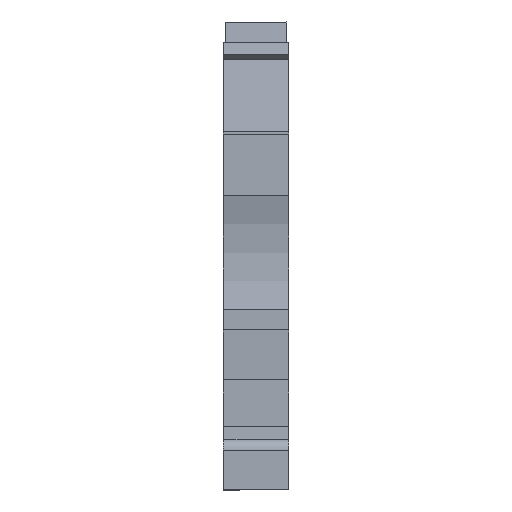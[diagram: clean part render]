
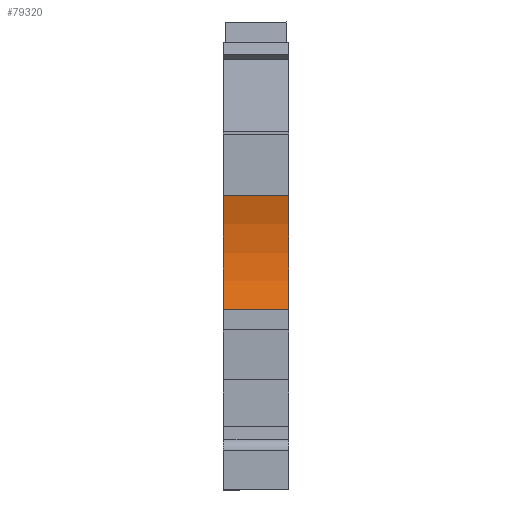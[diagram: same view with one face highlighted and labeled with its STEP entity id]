
A CAD part, front view. The second image highlights one B-rep face of the part: STEP entity #79320.
In plain terms, the highlighted cylindrical face has radius 15 mm (diameter 30 mm), a partial arc.
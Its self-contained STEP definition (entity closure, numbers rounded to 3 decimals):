
#3150=CARTESIAN_POINT('',(-0.781,7.997,
0.));
#3160=VERTEX_POINT('',#3150);
#3190=CARTESIAN_POINT('',(-15.532,10.719,
0.));
#3200=DIRECTION('',(0.,0.,-1.));
#3210=DIRECTION('',(1.,0.,0.));
#3220=AXIS2_PLACEMENT_3D('',#3190,#3200,#3210);
#3230=CIRCLE('',#3220,15.);
#3240=CARTESIAN_POINT('',(-1.878,16.929,
0.));
#3250=VERTEX_POINT('',#3240);
#3260=EDGE_CURVE('',#3250,#3160,#3230,.T.);
#64520=CARTESIAN_POINT('',(-1.878,16.929,
-5.15));
#64530=VERTEX_POINT('',#64520);
#64560=CARTESIAN_POINT('',(-15.532,10.719,
-5.15));
#64570=DIRECTION('',(0.,0.,-1.));
#64580=DIRECTION('',(1.,0.,0.));
#64590=AXIS2_PLACEMENT_3D('',#64560,#64570,#64580);
#64600=CIRCLE('',#64590,15.);
#64610=CARTESIAN_POINT('',(-0.781,7.997,
-5.15));
#64620=VERTEX_POINT('',#64610);
#64630=EDGE_CURVE('',#64530,#64620,#64600,.T.);
#72090=CARTESIAN_POINT('',(-1.878,16.929,
0.));
#72100=DIRECTION('',(0.,0.,-1.));
#72110=VECTOR('',#72100,1.);
#72120=LINE('',#72090,#72110);
#72130=EDGE_CURVE('',#3250,#64530,#72120,.T.);
#79030=CARTESIAN_POINT('',(-0.781,7.997,
-5.15));
#79040=DIRECTION('',(0.,0.,-1.));
#79050=VECTOR('',#79040,1.);
#79060=LINE('',#79030,#79050);
#79070=EDGE_CURVE('',#3160,#64620,#79060,.T.);
#79210=CARTESIAN_POINT('',(-15.532,10.719,
-5.15));
#79220=DIRECTION('',(0.,0.,-1.));
#79230=DIRECTION('',(1.,0.,0.));
#79240=AXIS2_PLACEMENT_3D('',#79210,#79220,#79230);
#79250=CYLINDRICAL_SURFACE('',#79240,15.);
#79260=ORIENTED_EDGE('',*,*,#64630,.T.);
#79270=ORIENTED_EDGE('',*,*,#72130,.T.);
#79280=ORIENTED_EDGE('',*,*,#3260,.F.);
#79290=ORIENTED_EDGE('',*,*,#79070,.F.);
#79300=EDGE_LOOP('',(#79290,#79280,#79270,#79260));
#79310=FACE_OUTER_BOUND('',#79300,.T.);
#79320=ADVANCED_FACE('',(#79310),#79250,.F.);
